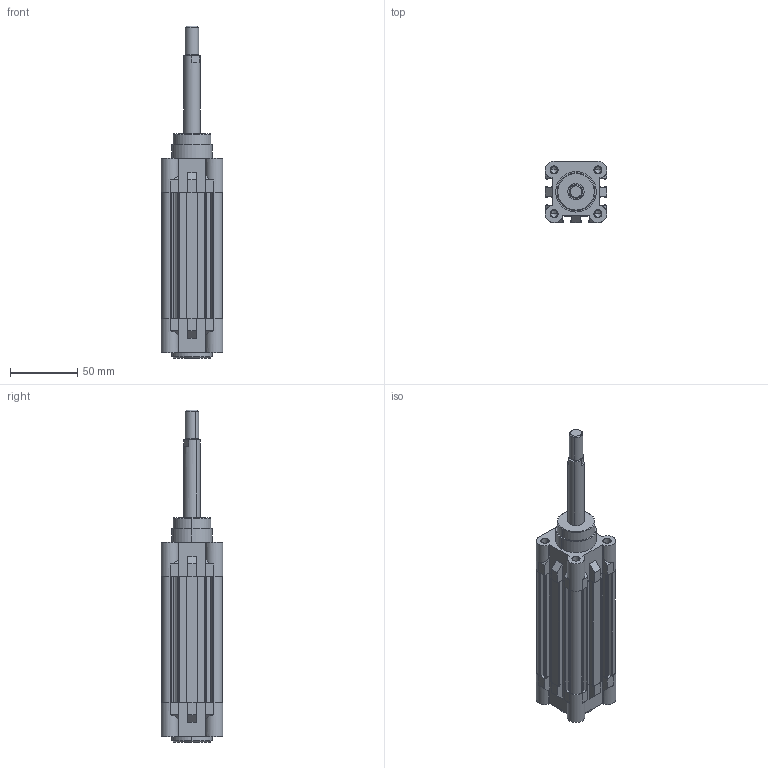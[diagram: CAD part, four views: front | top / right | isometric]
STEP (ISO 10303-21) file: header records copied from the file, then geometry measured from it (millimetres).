
FILE_DESCRIPTION (( 'STEP AP214' ), '1' );
FILE_NAME ('DNC_32_50_P_A.STEP', '2021-11-29T17:02:47', ( '' ), ( '' ), 'SwSTEP 2.0', 'SolidWorks 2018', '' );
FILE_SCHEMA (( 'AUTOMOTIVE_DESIGN' ));
Length unit declared in the file: millimetre
Products named in the file (1): DNC_32_50_P_A
Bounding box: 45.5 x 45.5 x 246 mm (x, y, z)
Volume: 227553.2 mm3; surface area: 59106.8 mm2
Topology: 2 solids, 2 shells, 385 faces, 1028 edges, 648 vertices
Faces by surface type: plane 193, cylinder 148, cone 44
Entity records: 16092 total; most frequent: CARTESIAN_POINT 2082, DIRECTION 2080, ORIENTED_EDGE 2024, EDGE_CURVE 1012, AXIS2_PLACEMENT_3D 694, VECTOR 692, LINE 692, VERTEX_POINT 648
